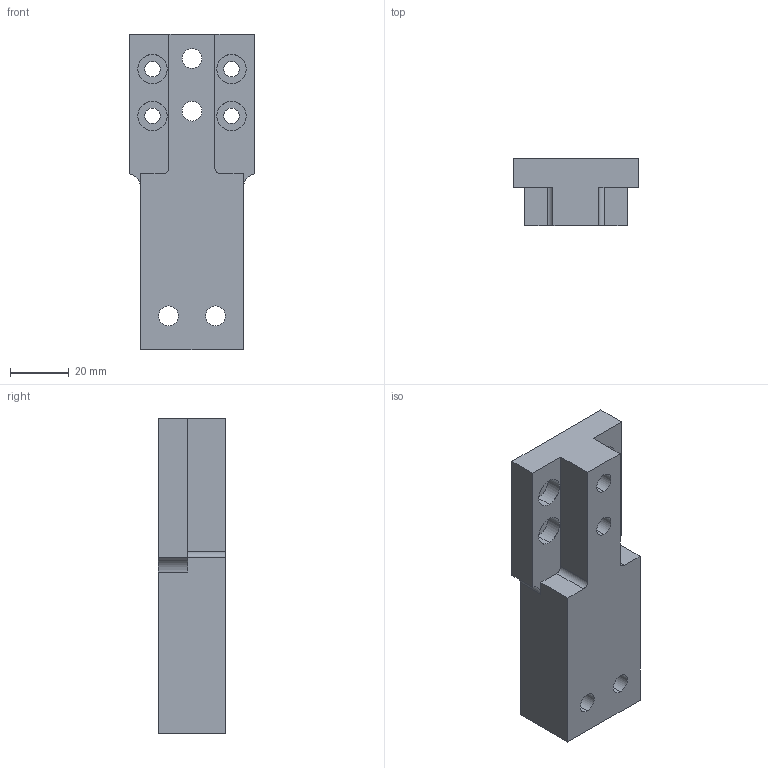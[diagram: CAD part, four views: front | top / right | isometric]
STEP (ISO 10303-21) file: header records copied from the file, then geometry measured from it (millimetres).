
FILE_DESCRIPTION (( 'STEP AP214' ), '1' );
FILE_NAME ('ALTICN-004-A-SUPPORT.STEP', '2020-10-21T14:27:18', ( '' ), ( '' ), 'SwSTEP 2.0', 'SolidWorks 2020', '' );
FILE_SCHEMA (( 'AUTOMOTIVE_DESIGN' ));
Length unit declared in the file: millimetre
Products named in the file (1): ALTICN-004-A-SUPPORT
Bounding box: 43 x 23 x 108 mm (x, y, z)
Volume: 72659.4 mm3; surface area: 18247.8 mm2
Topology: 1 solids, 1 shells, 70 faces, 176 edges, 108 vertices
Faces by surface type: cylinder 36, plane 18, cone 16
Entity records: 2386 total; most frequent: DIRECTION 390, CARTESIAN_POINT 347, ORIENTED_EDGE 336, EDGE_CURVE 168, AXIS2_PLACEMENT_3D 151, VERTEX_POINT 108, EDGE_LOOP 94, LINE 88
